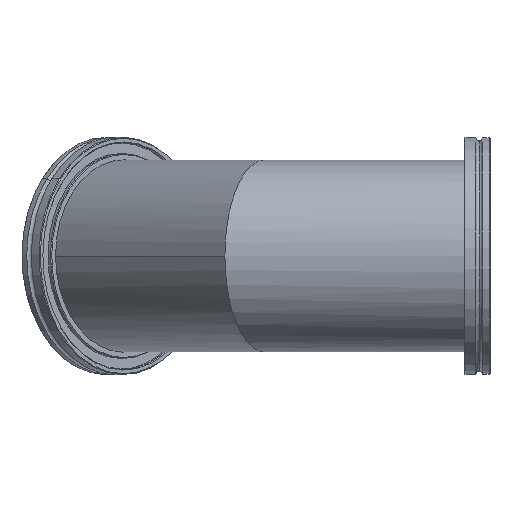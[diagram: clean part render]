
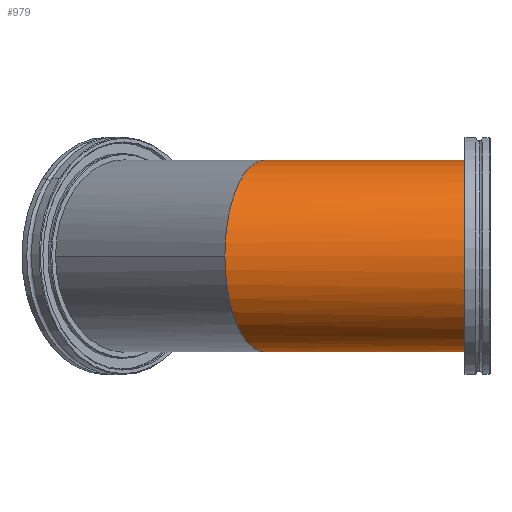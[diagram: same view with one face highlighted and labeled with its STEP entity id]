
A CAD part, left-side view. The second image highlights one B-rep face of the part: STEP entity #979.
In plain terms, the highlighted cylindrical face has radius 44.45 mm (diameter 88.9 mm), a partial arc.
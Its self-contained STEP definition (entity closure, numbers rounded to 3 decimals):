
#15 = CARTESIAN_POINT ( 'NONE',  ( 0., 98., 44.45 ) ) ;
#21 = CARTESIAN_POINT ( 'NONE',  ( 0., 98., -44.45 ) ) ;
#70 = CARTESIAN_POINT ( 'NONE',  ( 0., 0., 44.45 ) ) ;
#96 = LINE ( 'NONE', #446, #800 ) ;
#98 = ORIENTED_EDGE ( 'NONE', *, *, #488, .T. ) ;
#138 = CARTESIAN_POINT ( 'NONE',  ( 0., 98., 44.45 ) ) ;
#144 = CARTESIAN_POINT ( 'NONE',  ( 0., 98., -44.45 ) ) ;
#149 = AXIS2_PLACEMENT_3D ( 'NONE', #997, #310, #210 ) ;
#174 = CIRCLE ( 'NONE', #819, 44.45 ) ;
#208 = DIRECTION ( 'NONE',  ( 0., 1., 0. ) ) ;
#210 = DIRECTION ( 'NONE',  ( 0., 0., 1. ) ) ;
#246 = ORIENTED_EDGE ( 'NONE', *, *, #475, .T. ) ;
#283 = EDGE_LOOP ( 'NONE', ( #628, #691, #957, #98, #246 ) ) ;
#310 = DIRECTION ( 'NONE',  ( 0., 1., 0. ) ) ;
#365 = LINE ( 'NONE', #989, #640 ) ;
#408 =( BOUNDED_CURVE ( )  B_SPLINE_CURVE ( 3, ( #15, #1194, #1016, #438 ),
 .UNSPECIFIED., .F., .F. ) 
 B_SPLINE_CURVE_WITH_KNOTS ( ( 4, 4 ),
 ( 4.712, 6.283 ),
 .UNSPECIFIED. ) 
 CURVE ( )  GEOMETRIC_REPRESENTATION_ITEM ( )  RATIONAL_B_SPLINE_CURVE ( ( 1., 0.805, 0.805, 1. ) ) 
 REPRESENTATION_ITEM ( '' )  );
#436 = CARTESIAN_POINT ( 'NONE',  ( -44.45, 116.412, 0. ) ) ;
#438 = CARTESIAN_POINT ( 'NONE',  ( -44.45, 116.412, 0. ) ) ;
#446 = CARTESIAN_POINT ( 'NONE',  ( 0., 0., 44.45 ) ) ;
#454 = DIRECTION ( 'NONE',  ( 0., 1., 0. ) ) ;
#475 = EDGE_CURVE ( 'NONE', #1059, #564, #810, .T. ) ;
#488 = EDGE_CURVE ( 'NONE', #1204, #1059, #408, .T. ) ;
#530 = EDGE_CURVE ( 'NONE', #675, #1204, #96, .T. ) ;
#564 = VERTEX_POINT ( 'NONE', #144 ) ;
#628 = ORIENTED_EDGE ( 'NONE', *, *, #897, .F. ) ;
#640 = VECTOR ( 'NONE', #208, 1000. ) ;
#642 = CARTESIAN_POINT ( 'NONE',  ( -26.038, 108.785, -44.45 ) ) ;
#675 = VERTEX_POINT ( 'NONE', #70 ) ;
#691 = ORIENTED_EDGE ( 'NONE', *, *, #1119, .T. ) ;
#742 = DIRECTION ( 'NONE',  ( 0., 1., 0. ) ) ;
#799 = CYLINDRICAL_SURFACE ( 'NONE', #149, 44.45 ) ;
#800 = VECTOR ( 'NONE', #742, 1000. ) ;
#810 =( BOUNDED_CURVE ( )  B_SPLINE_CURVE ( 3, ( #436, #1013, #642, #21 ),
 .UNSPECIFIED., .F., .F. ) 
 B_SPLINE_CURVE_WITH_KNOTS ( ( 4, 4 ),
 ( 0., 1.571 ),
 .UNSPECIFIED. ) 
 CURVE ( )  GEOMETRIC_REPRESENTATION_ITEM ( )  RATIONAL_B_SPLINE_CURVE ( ( 1., 0.805, 0.805, 1. ) ) 
 REPRESENTATION_ITEM ( '' )  );
#819 = AXIS2_PLACEMENT_3D ( 'NONE', #1127, #454, #1028 ) ;
#832 = FACE_OUTER_BOUND ( 'NONE', #283, .T. ) ;
#859 = CARTESIAN_POINT ( 'NONE',  ( -44.45, 116.412, 0. ) ) ;
#897 = EDGE_CURVE ( 'NONE', #1238, #564, #365, .T. ) ;
#957 = ORIENTED_EDGE ( 'NONE', *, *, #530, .T. ) ;
#979 = ADVANCED_FACE ( 'NONE', ( #832 ), #799, .T. ) ;
#989 = CARTESIAN_POINT ( 'NONE',  ( 0., 0., -44.45 ) ) ;
#997 = CARTESIAN_POINT ( 'NONE',  ( 0., 0., 0. ) ) ;
#1013 = CARTESIAN_POINT ( 'NONE',  ( -44.45, 116.412, -26.038 ) ) ;
#1016 = CARTESIAN_POINT ( 'NONE',  ( -44.45, 116.412, 26.038 ) ) ;
#1028 = DIRECTION ( 'NONE',  ( 0., 0., 1. ) ) ;
#1059 = VERTEX_POINT ( 'NONE', #859 ) ;
#1113 = CARTESIAN_POINT ( 'NONE',  ( 0., 0., -44.45 ) ) ;
#1119 = EDGE_CURVE ( 'NONE', #1238, #675, #174, .T. ) ;
#1127 = CARTESIAN_POINT ( 'NONE',  ( 0., 0., 0. ) ) ;
#1194 = CARTESIAN_POINT ( 'NONE',  ( -26.038, 108.785, 44.45 ) ) ;
#1204 = VERTEX_POINT ( 'NONE', #138 ) ;
#1238 = VERTEX_POINT ( 'NONE', #1113 ) ;
